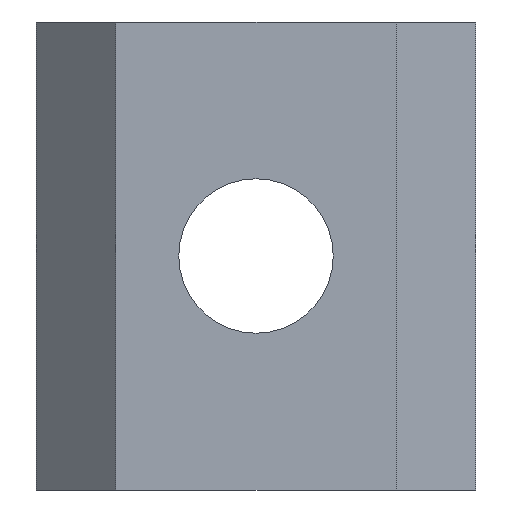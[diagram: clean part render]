
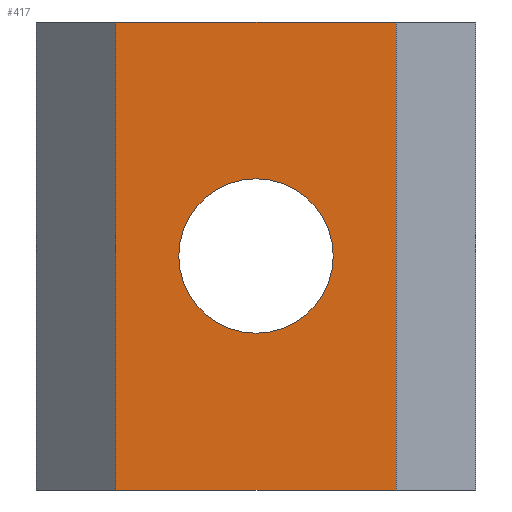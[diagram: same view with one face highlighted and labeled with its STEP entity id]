
A CAD part, front view. The second image highlights one B-rep face of the part: STEP entity #417.
In plain terms, the highlighted planar face has unit normal (0, -1, 0).
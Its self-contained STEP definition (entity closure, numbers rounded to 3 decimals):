
#3 = LINE ( 'NONE', #224, #44 ) ;
#8 = VECTOR ( 'NONE', #264, 1000. ) ;
#10 = LINE ( 'NONE', #253, #14 ) ;
#14 = VECTOR ( 'NONE', #233, 1000. ) ;
#21 = CIRCLE ( 'NONE', #507, 1.65 ) ;
#32 = LINE ( 'NONE', #258, #8 ) ;
#35 = VECTOR ( 'NONE', #239, 1000. ) ;
#44 = VECTOR ( 'NONE', #238, 1000. ) ;
#59 = LINE ( 'NONE', #245, #35 ) ;
#61 = EDGE_CURVE ( 'NONE', #280, #359, #59, .T. ) ;
#65 = EDGE_CURVE ( 'NONE', #359, #357, #10, .T. ) ;
#76 = EDGE_CURVE ( 'NONE', #353, #366, #21, .T. ) ;
#78 = EDGE_CURVE ( 'NONE', #280, #365, #3, .T. ) ;
#81 = EDGE_CURVE ( 'NONE', #365, #357, #32, .T. ) ;
#120 = CARTESIAN_POINT ( 'NONE',  ( 3., -2.25, -5. ) ) ;
#123 = DIRECTION ( 'NONE',  ( 0., 1., 0. ) ) ;
#151 = CARTESIAN_POINT ( 'NONE',  ( 0., -2.25, 1.65 ) ) ;
#156 = PLANE ( 'NONE',  #503 ) ;
#157 = DIRECTION ( 'NONE',  ( 0., 0., 1. ) ) ;
#158 = CARTESIAN_POINT ( 'NONE',  ( 0., -2.25, -1.65 ) ) ;
#166 = CARTESIAN_POINT ( 'NONE',  ( -3., -2.25, 5. ) ) ;
#170 = CARTESIAN_POINT ( 'NONE',  ( -3., -2.25, -5. ) ) ;
#191 = CARTESIAN_POINT ( 'NONE',  ( 0., -2.25, 0. ) ) ;
#192 = DIRECTION ( 'NONE',  ( 0., 1., 0. ) ) ;
#196 = DIRECTION ( 'NONE',  ( 0., 0., 1. ) ) ;
#211 = CARTESIAN_POINT ( 'NONE',  ( 0., -2.25, 5. ) ) ;
#214 = CARTESIAN_POINT ( 'NONE',  ( 3., -2.25, 5. ) ) ;
#216 = DIRECTION ( 'NONE',  ( 0., 0., 1. ) ) ;
#220 = DIRECTION ( 'NONE',  ( 0., 1., 0. ) ) ;
#224 = CARTESIAN_POINT ( 'NONE',  ( -3., -2.25, 5. ) ) ;
#233 = DIRECTION ( 'NONE',  ( 0., 0., -1. ) ) ;
#238 = DIRECTION ( 'NONE',  ( 0., 0., -1. ) ) ;
#239 = DIRECTION ( 'NONE',  ( 1., 0., 0. ) ) ;
#245 = CARTESIAN_POINT ( 'NONE',  ( 0., -2.25, 5. ) ) ;
#249 = CARTESIAN_POINT ( 'NONE',  ( 0., -2.25, 0. ) ) ;
#253 = CARTESIAN_POINT ( 'NONE',  ( 3., -2.25, 5. ) ) ;
#258 = CARTESIAN_POINT ( 'NONE',  ( 0., -2.25, -5. ) ) ;
#264 = DIRECTION ( 'NONE',  ( 1., 0., 0. ) ) ;
#280 = VERTEX_POINT ( 'NONE', #166 ) ;
#289 = ORIENTED_EDGE ( 'NONE', *, *, #76, .T. ) ;
#290 = ORIENTED_EDGE ( 'NONE', *, *, #61, .F. ) ;
#291 = ORIENTED_EDGE ( 'NONE', *, *, #78, .T. ) ;
#292 = ORIENTED_EDGE ( 'NONE', *, *, #81, .T. ) ;
#293 = ORIENTED_EDGE ( 'NONE', *, *, #65, .F. ) ;
#295 = ORIENTED_EDGE ( 'NONE', *, *, #509, .T. ) ;
#319 = EDGE_LOOP ( 'NONE', ( #292, #293, #290, #291 ) ) ;
#338 = EDGE_LOOP ( 'NONE', ( #289, #295 ) ) ;
#353 = VERTEX_POINT ( 'NONE', #151 ) ;
#357 = VERTEX_POINT ( 'NONE', #120 ) ;
#359 = VERTEX_POINT ( 'NONE', #214 ) ;
#365 = VERTEX_POINT ( 'NONE', #170 ) ;
#366 = VERTEX_POINT ( 'NONE', #158 ) ;
#377 = CIRCLE ( 'NONE', #488, 1.65 ) ;
#397 = FACE_OUTER_BOUND ( 'NONE', #319, .T. ) ;
#401 = FACE_BOUND ( 'NONE', #338, .T. ) ;
#417 = ADVANCED_FACE ( 'NONE', ( #401, #397 ), #156, .F. ) ;
#488 = AXIS2_PLACEMENT_3D ( 'NONE', #191, #192, #196 ) ;
#503 = AXIS2_PLACEMENT_3D ( 'NONE', #211, #123, #157 ) ;
#507 = AXIS2_PLACEMENT_3D ( 'NONE', #249, #220, #216 ) ;
#509 = EDGE_CURVE ( 'NONE', #366, #353, #377, .T. ) ;
